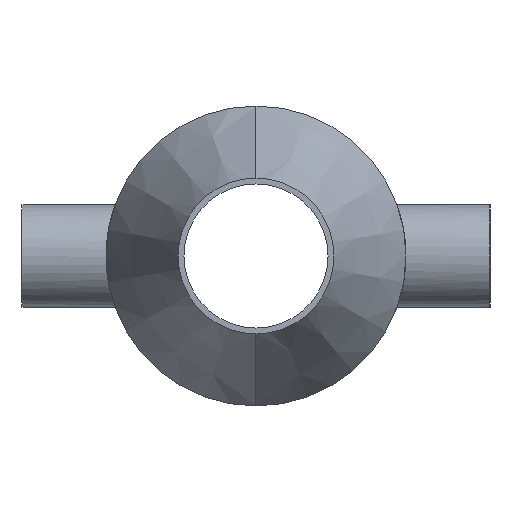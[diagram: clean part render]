
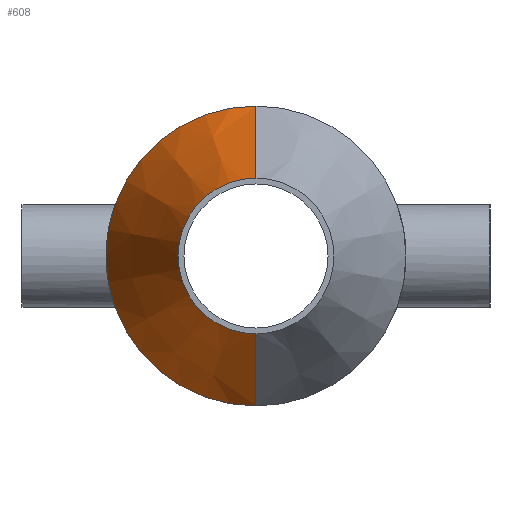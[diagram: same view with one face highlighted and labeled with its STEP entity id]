
A CAD part, left-side view. The second image highlights one B-rep face of the part: STEP entity #608.
In plain terms, the highlighted conical face has half-angle 26.044 degrees and reference radius 39.5 mm.
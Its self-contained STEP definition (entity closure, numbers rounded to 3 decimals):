
#104 = CARTESIAN_POINT ( 'NONE',  ( -253., 0., -76. ) ) ;
#110 = CARTESIAN_POINT ( 'NONE',  ( -253., 0., 76. ) ) ;
#147 = VERTEX_POINT ( 'NONE', #110 ) ;
#195 = EDGE_LOOP ( 'NONE', ( #575, #822, #1066, #1414 ) ) ;
#219 = EDGE_CURVE ( 'NONE', #268, #593, #411, .T. ) ;
#237 = CARTESIAN_POINT ( 'NONE',  ( -253., 0., 0. ) ) ;
#249 = DIRECTION ( 'NONE',  ( 0., 0., -1. ) ) ;
#268 = VERTEX_POINT ( 'NONE', #901 ) ;
#335 = EDGE_CURVE ( 'NONE', #147, #593, #1275, .T. ) ;
#364 = AXIS2_PLACEMENT_3D ( 'NONE', #237, #1404, #491 ) ;
#395 = CONICAL_SURFACE ( 'NONE', #769, 39.5, 0.455 ) ;
#411 = LINE ( 'NONE', #961, #984 ) ;
#491 = DIRECTION ( 'NONE',  ( 0., 0., 1. ) ) ;
#521 = CARTESIAN_POINT ( 'NONE',  ( -327.69, 0., 39.5 ) ) ;
#536 = DIRECTION ( 'NONE',  ( 1., 0., 0. ) ) ;
#572 = DIRECTION ( 'NONE',  ( 0.898, 0., -0.439 ) ) ;
#575 = ORIENTED_EDGE ( 'NONE', *, *, #1179, .F. ) ;
#590 = VECTOR ( 'NONE', #1654, 1000. ) ;
#593 = VERTEX_POINT ( 'NONE', #104 ) ;
#608 = ADVANCED_FACE ( 'NONE', ( #1469 ), #395, .T. ) ;
#674 = CARTESIAN_POINT ( 'NONE',  ( -327.69, 0., 0. ) ) ;
#713 = DIRECTION ( 'NONE',  ( 0., 0., 1. ) ) ;
#727 = VERTEX_POINT ( 'NONE', #521 ) ;
#769 = AXIS2_PLACEMENT_3D ( 'NONE', #674, #536, #249 ) ;
#822 = ORIENTED_EDGE ( 'NONE', *, *, #942, .T. ) ;
#901 = CARTESIAN_POINT ( 'NONE',  ( -327.69, 0., -39.5 ) ) ;
#942 = EDGE_CURVE ( 'NONE', #727, #147, #1538, .T. ) ;
#961 = CARTESIAN_POINT ( 'NONE',  ( -327.69, 0., -39.5 ) ) ;
#984 = VECTOR ( 'NONE', #572, 1000. ) ;
#1066 = ORIENTED_EDGE ( 'NONE', *, *, #335, .T. ) ;
#1102 = AXIS2_PLACEMENT_3D ( 'NONE', #1134, #1251, #713 ) ;
#1134 = CARTESIAN_POINT ( 'NONE',  ( -327.69, 0., 0. ) ) ;
#1179 = EDGE_CURVE ( 'NONE', #727, #268, #1192, .T. ) ;
#1192 = CIRCLE ( 'NONE', #1102, 39.5 ) ;
#1251 = DIRECTION ( 'NONE',  ( -1., 0., 0. ) ) ;
#1275 = CIRCLE ( 'NONE', #364, 76. ) ;
#1404 = DIRECTION ( 'NONE',  ( -1., 0., 0. ) ) ;
#1414 = ORIENTED_EDGE ( 'NONE', *, *, #219, .F. ) ;
#1469 = FACE_OUTER_BOUND ( 'NONE', #195, .T. ) ;
#1510 = CARTESIAN_POINT ( 'NONE',  ( -327.69, 0., 39.5 ) ) ;
#1538 = LINE ( 'NONE', #1510, #590 ) ;
#1654 = DIRECTION ( 'NONE',  ( 0.898, 0., 0.439 ) ) ;
